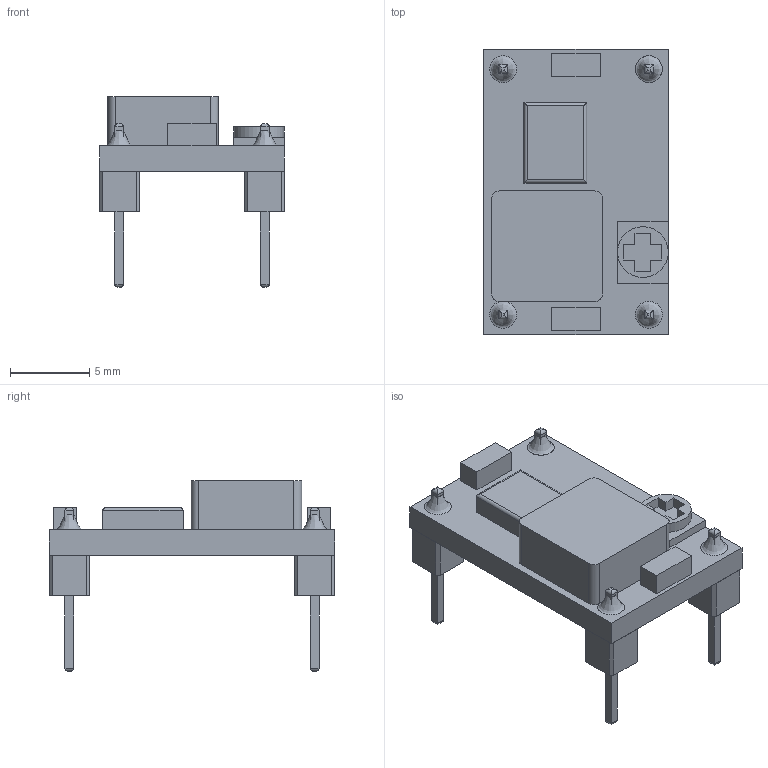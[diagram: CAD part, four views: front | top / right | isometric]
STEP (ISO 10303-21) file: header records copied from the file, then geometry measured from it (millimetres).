
FILE_DESCRIPTION( ( '' ), ' ' );
FILE_NAME( '59a0d6ab02bb5c106de5ab47.step', '2017-08-26T02:02:20', ( '' ), ( '' ), ' ', ' ', ' ' );
FILE_SCHEMA( ( 'AUTOMOTIVE_DESIGN { 1 0 10303 214 1 1 1 1 }' ) );
Length unit declared in the file: metre
Products named in the file (21): PCB; Part 2; Part 3; Part 4; Part 5; Part 6; Part 7; Part 8; Part 9; Part 10; Part 11; Part 12; Part 13; Part 14; Part 15; Part 16; Part 17; Part 18; Part 19; Part 20; Part 21
Bounding box: 11.65 x 18 x 12.03 mm (x, y, z)
Volume: 623.6 mm3; surface area: 1405 mm2
Topology: 21 solids, 21 shells, 369 faces, 969 edges, 642 vertices
Faces by surface type: plane 281, cylinder 46, extrusion 38, bspline 4
Full cylindrical faces by diameter (mm): 1.1 x4, 1.7 x1, 3.2 x1
Entity records: 14969 total; most frequent: CARTESIAN_POINT 2897, ORIENTED_EDGE 1918, DIRECTION 1628, EDGE_CURVE 959, VECTOR 820, LINE 782, VERTEX_POINT 642, AXIS2_PLACEMENT_3D 404
